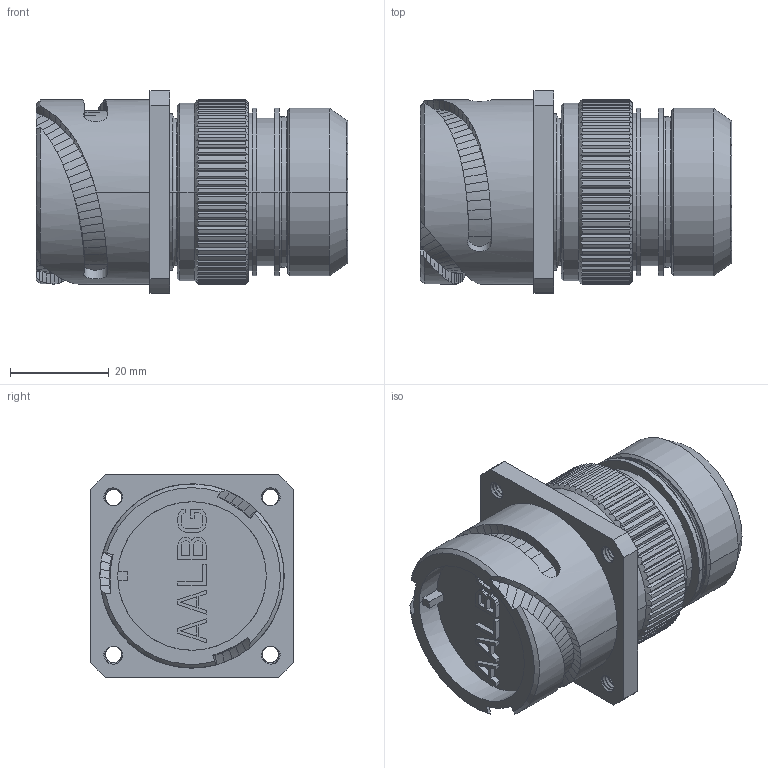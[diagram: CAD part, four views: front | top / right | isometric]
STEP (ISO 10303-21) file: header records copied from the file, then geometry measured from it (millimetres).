
FILE_DESCRIPTION((''),'2;1');
FILE_NAME('VG95234N-22_SW0001','2023-03-23T11:00:44',('paultorloting'),('NET AG system integration'),'CREO PARAMETRIC BY PTC INC, 2021404','CREO PARAMETRIC BY PTC INC, 2021404','');
FILE_SCHEMA(('AUTOMOTIVE_DESIGN { 1 0 10303 214 1 1 1 1 }'));
Length unit declared in the file: millimetre
Products named in the file (1): VG95234N-22_SW0001
Bounding box: 63.15 x 40.99 x 40.99 mm (x, y, z)
Volume: 56263.9 mm3; surface area: 16295.5 mm2
Topology: 1 solids, 1 shells, 858 faces, 2293 edges, 1468 vertices
Faces by surface type: plane 419, bspline 235, cylinder 146, cone 38, torus 20
Entity records: 40019 total; most frequent: CARTESIAN_POINT 15885, ORIENTED_EDGE 4586, DIRECTION 3090, EDGE_CURVE 2293, VERTEX_POINT 1468, VECTOR 1233, LINE 1233, AXIS2_PLACEMENT_3D 927
